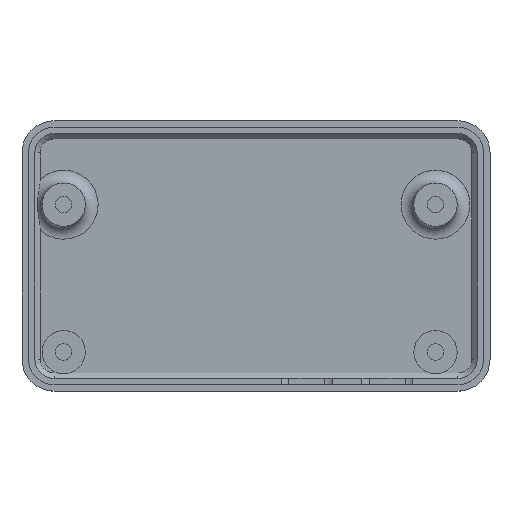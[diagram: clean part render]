
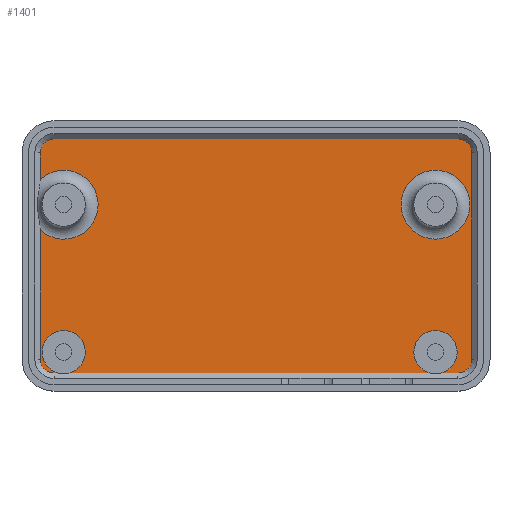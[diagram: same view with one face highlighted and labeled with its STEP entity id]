
A CAD part, top view. The second image highlights one B-rep face of the part: STEP entity #1401.
In plain terms, the highlighted planar face has unit normal (0, 0, 1).
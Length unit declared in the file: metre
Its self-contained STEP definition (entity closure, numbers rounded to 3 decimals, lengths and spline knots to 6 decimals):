
#59=CIRCLE('',#1508,0.005375);
#60=CIRCLE('',#1509,0.005375);
#61=CIRCLE('',#1510,0.002172);
#62=CIRCLE('',#1511,0.003375);
#63=CIRCLE('',#1512,0.003375);
#64=CIRCLE('',#1513,0.002172);
#65=CIRCLE('',#1514,0.002172);
#66=CIRCLE('',#1515,0.002172);
#161=ORIENTED_EDGE('',*,*,#572,.T.);
#162=ORIENTED_EDGE('',*,*,#573,.F.);
#163=ORIENTED_EDGE('',*,*,#574,.T.);
#164=ORIENTED_EDGE('',*,*,#575,.F.);
#165=ORIENTED_EDGE('',*,*,#576,.F.);
#166=ORIENTED_EDGE('',*,*,#577,.F.);
#167=ORIENTED_EDGE('',*,*,#578,.F.);
#168=ORIENTED_EDGE('',*,*,#579,.F.);
#169=ORIENTED_EDGE('',*,*,#580,.F.);
#170=ORIENTED_EDGE('',*,*,#581,.F.);
#171=ORIENTED_EDGE('',*,*,#582,.F.);
#172=ORIENTED_EDGE('',*,*,#583,.F.);
#173=ORIENTED_EDGE('',*,*,#584,.F.);
#174=ORIENTED_EDGE('',*,*,#585,.F.);
#175=ORIENTED_EDGE('',*,*,#586,.F.);
#572=EDGE_CURVE('',#777,#777,#59,.T.);
#573=EDGE_CURVE('',#778,#779,#905,.T.);
#574=EDGE_CURVE('',#778,#780,#60,.T.);
#575=EDGE_CURVE('',#781,#780,#906,.T.);
#576=EDGE_CURVE('',#782,#781,#61,.T.);
#577=EDGE_CURVE('',#783,#782,#907,.F.);
#578=EDGE_CURVE('',#784,#783,#62,.T.);
#579=EDGE_CURVE('',#785,#784,#908,.F.);
#580=EDGE_CURVE('',#786,#785,#63,.T.);
#581=EDGE_CURVE('',#787,#786,#909,.F.);
#582=EDGE_CURVE('',#788,#787,#64,.T.);
#583=EDGE_CURVE('',#789,#788,#910,.T.);
#584=EDGE_CURVE('',#790,#789,#65,.T.);
#585=EDGE_CURVE('',#791,#790,#911,.F.);
#586=EDGE_CURVE('',#779,#791,#66,.T.);
#777=VERTEX_POINT('',#2181);
#778=VERTEX_POINT('',#2183);
#779=VERTEX_POINT('',#2184);
#780=VERTEX_POINT('',#2186);
#781=VERTEX_POINT('',#2188);
#782=VERTEX_POINT('',#2190);
#783=VERTEX_POINT('',#2192);
#784=VERTEX_POINT('',#2194);
#785=VERTEX_POINT('',#2196);
#786=VERTEX_POINT('',#2198);
#787=VERTEX_POINT('',#2200);
#788=VERTEX_POINT('',#2202);
#789=VERTEX_POINT('',#2204);
#790=VERTEX_POINT('',#2206);
#791=VERTEX_POINT('',#2208);
#905=LINE('',#2182,#1040);
#906=LINE('',#2187,#1041);
#907=LINE('',#2191,#1042);
#908=LINE('',#2195,#1043);
#909=LINE('',#2199,#1044);
#910=LINE('',#2203,#1045);
#911=LINE('',#2207,#1046);
#1040=VECTOR('',#1711,1.);
#1041=VECTOR('',#1714,1.);
#1042=VECTOR('',#1717,1.);
#1043=VECTOR('',#1720,1.);
#1044=VECTOR('',#1723,1.);
#1045=VECTOR('',#1726,1.);
#1046=VECTOR('',#1729,1.);
#1150=EDGE_LOOP('',(#161));
#1151=EDGE_LOOP('',(#162,#163,#164,#165,#166,#167,#168,#169,#170,#171,#172,
#173,#174,#175));
#1253=FACE_BOUND('',#1150,.T.);
#1254=FACE_BOUND('',#1151,.T.);
#1354=PLANE('',#1507);
#1401=ADVANCED_FACE('',(#1253,#1254),#1354,.F.);
#1507=AXIS2_PLACEMENT_3D('',#2179,#1707,#1708);
#1508=AXIS2_PLACEMENT_3D('',#2180,#1709,#1710);
#1509=AXIS2_PLACEMENT_3D('',#2185,#1712,#1713);
#1510=AXIS2_PLACEMENT_3D('',#2189,#1715,#1716);
#1511=AXIS2_PLACEMENT_3D('',#2193,#1718,#1719);
#1512=AXIS2_PLACEMENT_3D('',#2197,#1721,#1722);
#1513=AXIS2_PLACEMENT_3D('',#2201,#1724,#1725);
#1514=AXIS2_PLACEMENT_3D('',#2205,#1727,#1728);
#1515=AXIS2_PLACEMENT_3D('',#2209,#1730,#1731);
#1707=DIRECTION('',(0.,0.,-1.));
#1708=DIRECTION('',(0.,1.,0.));
#1709=DIRECTION('',(0.,0.,-1.));
#1710=DIRECTION('',(0.,1.,0.));
#1711=DIRECTION('',(0.,1.,0.));
#1712=DIRECTION('',(0.,0.,-1.));
#1713=DIRECTION('',(0.,1.,0.));
#1714=DIRECTION('',(0.,1.,0.));
#1715=DIRECTION('',(0.,0.,-1.));
#1716=DIRECTION('',(0.,1.,0.));
#1717=DIRECTION('',(1.,0.,0.));
#1718=DIRECTION('',(0.,0.,1.));
#1719=DIRECTION('',(0.,-1.,0.));
#1720=DIRECTION('',(1.,0.,0.));
#1721=DIRECTION('',(0.,0.,1.));
#1722=DIRECTION('',(0.,-1.,0.));
#1723=DIRECTION('',(1.,0.,0.));
#1724=DIRECTION('',(0.,0.,-1.));
#1725=DIRECTION('',(0.,1.,0.));
#1726=DIRECTION('',(0.,-1.,0.));
#1727=DIRECTION('',(0.,0.,-1.));
#1728=DIRECTION('',(0.,1.,0.));
#1729=DIRECTION('',(-1.,0.,0.));
#1730=DIRECTION('',(0.,0.,-1.));
#1731=DIRECTION('',(0.,1.,0.));
#2179=CARTESIAN_POINT('',(0.262818,0.00395,-0.003));
#2180=CARTESIAN_POINT('',(0.029046,0.011964,-0.003));
#2181=CARTESIAN_POINT('',(0.029046,0.017339,-0.003));
#2182=CARTESIAN_POINT('',(-0.032626,0.00395,-0.003));
#2183=CARTESIAN_POINT('',(-0.032626,0.015889,-0.003));
#2184=CARTESIAN_POINT('',(-0.032626,0.020036,-0.003));
#2185=CARTESIAN_POINT('',(-0.028954,0.011964,-0.003));
#2186=CARTESIAN_POINT('',(-0.032626,0.008038,-0.003));
#2187=CARTESIAN_POINT('',(-0.032626,0.00395,-0.003));
#2188=CARTESIAN_POINT('',(-0.032626,-0.012136,-0.003));
#2189=CARTESIAN_POINT('',(-0.030454,-0.012136,-0.003));
#2190=CARTESIAN_POINT('',(-0.030454,-0.014308,-0.003));
#2191=CARTESIAN_POINT('',(0.262818,-0.014308,-0.003));
#2192=CARTESIAN_POINT('',(-0.029783,-0.014308,-0.003));
#2193=CARTESIAN_POINT('',(-0.028954,-0.011036,-0.003));
#2194=CARTESIAN_POINT('',(-0.028125,-0.014308,-0.003));
#2195=CARTESIAN_POINT('',(0.262818,-0.014308,-0.003));
#2196=CARTESIAN_POINT('',(0.028217,-0.014308,-0.003));
#2197=CARTESIAN_POINT('',(0.029046,-0.011036,-0.003));
#2198=CARTESIAN_POINT('',(0.029875,-0.014308,-0.003));
#2199=CARTESIAN_POINT('',(0.262818,-0.014308,-0.003));
#2200=CARTESIAN_POINT('',(0.032546,-0.014308,-0.003));
#2201=CARTESIAN_POINT('',(0.032546,-0.012136,-0.003));
#2202=CARTESIAN_POINT('',(0.034718,-0.012136,-0.003));
#2203=CARTESIAN_POINT('',(0.034718,0.00395,-0.003));
#2204=CARTESIAN_POINT('',(0.034718,0.020036,-0.003));
#2205=CARTESIAN_POINT('',(0.032546,0.020036,-0.003));
#2206=CARTESIAN_POINT('',(0.032546,0.022208,-0.003));
#2207=CARTESIAN_POINT('',(0.262818,0.022208,-0.003));
#2208=CARTESIAN_POINT('',(-0.030454,0.022208,-0.003));
#2209=CARTESIAN_POINT('',(-0.030454,0.020036,-0.003));
